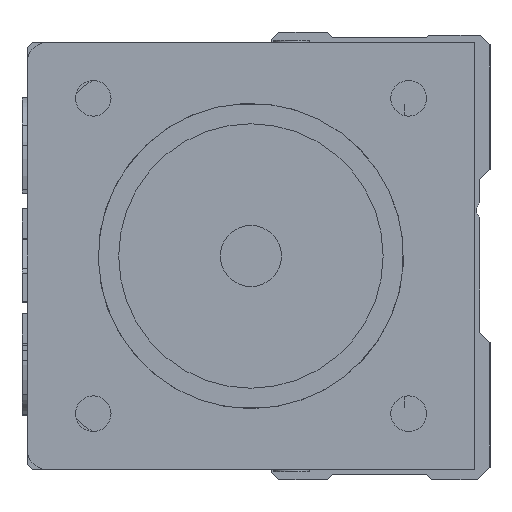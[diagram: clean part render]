
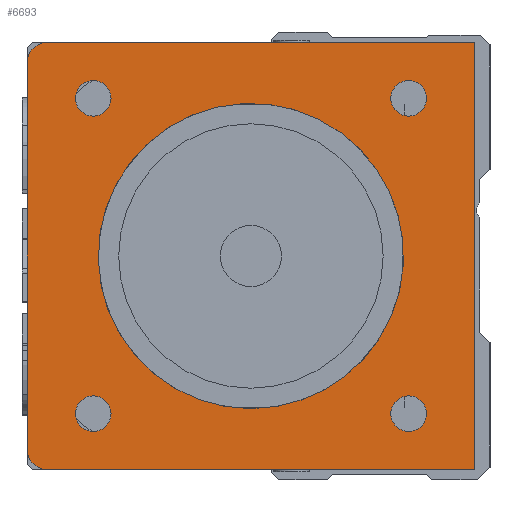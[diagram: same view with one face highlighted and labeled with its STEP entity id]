
A CAD part, left-side view. The second image highlights one B-rep face of the part: STEP entity #6693.
In plain terms, the highlighted planar face has unit normal (-1, 0, 0).
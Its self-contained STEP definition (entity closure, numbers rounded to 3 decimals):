
#610=LINE('',#10969,#1182);
#614=LINE('',#10978,#1186);
#617=LINE('',#10987,#1189);
#622=LINE('',#10997,#1194);
#1182=VECTOR('',#8943,1000.);
#1186=VECTOR('',#8949,1000.);
#1189=VECTOR('',#8960,1000.);
#1194=VECTOR('',#8967,1000.);
#1530=PLANE('',#7376);
#2784=ORIENTED_EDGE('',*,*,#4020,.T.);
#2785=ORIENTED_EDGE('',*,*,#4021,.T.);
#2786=ORIENTED_EDGE('',*,*,#4022,.T.);
#2787=ORIENTED_EDGE('',*,*,#4023,.T.);
#2788=ORIENTED_EDGE('',*,*,#3997,.F.);
#2789=ORIENTED_EDGE('',*,*,#4001,.F.);
#2790=ORIENTED_EDGE('',*,*,#4013,.F.);
#2791=ORIENTED_EDGE('',*,*,#4011,.F.);
#2792=ORIENTED_EDGE('',*,*,#4008,.F.);
#2793=ORIENTED_EDGE('',*,*,#4018,.F.);
#2794=ORIENTED_EDGE('',*,*,#4004,.F.);
#3997=EDGE_CURVE('',#4735,#4735,#5132,.F.);
#4001=EDGE_CURVE('',#4739,#4736,#5134,.T.);
#4004=EDGE_CURVE('',#4736,#4740,#610,.T.);
#4008=EDGE_CURVE('',#4745,#4742,#614,.T.);
#4011=EDGE_CURVE('',#4742,#4746,#5136,.T.);
#4013=EDGE_CURVE('',#4746,#4739,#617,.T.);
#4018=EDGE_CURVE('',#4740,#4745,#622,.T.);
#4020=EDGE_CURVE('',#4752,#4752,#5137,.T.);
#4021=EDGE_CURVE('',#4753,#4753,#5138,.T.);
#4022=EDGE_CURVE('',#4754,#4754,#5139,.T.);
#4023=EDGE_CURVE('',#4755,#4755,#5140,.T.);
#4735=VERTEX_POINT('',#10954);
#4736=VERTEX_POINT('',#10957);
#4739=VERTEX_POINT('',#10962);
#4740=VERTEX_POINT('',#10966);
#4742=VERTEX_POINT('',#10972);
#4745=VERTEX_POINT('',#10977);
#4746=VERTEX_POINT('',#10981);
#4752=VERTEX_POINT('',#11001);
#4753=VERTEX_POINT('',#11003);
#4754=VERTEX_POINT('',#11005);
#4755=VERTEX_POINT('',#11007);
#5132=CIRCLE('',#7365,15.);
#5134=CIRCLE('',#7368,2.);
#5136=CIRCLE('',#7373,2.);
#5137=CIRCLE('',#7377,1.75);
#5138=CIRCLE('',#7378,1.75);
#5139=CIRCLE('',#7379,1.75);
#5140=CIRCLE('',#7380,1.75);
#5627=EDGE_LOOP('',(#2784));
#5628=EDGE_LOOP('',(#2785));
#5629=EDGE_LOOP('',(#2786));
#5630=EDGE_LOOP('',(#2787));
#5631=EDGE_LOOP('',(#2788));
#5632=EDGE_LOOP('',(#2789,#2790,#2791,#2792,#2793,#2794));
#6198=FACE_BOUND('',#5627,.T.);
#6199=FACE_BOUND('',#5628,.T.);
#6200=FACE_BOUND('',#5629,.T.);
#6201=FACE_BOUND('',#5630,.T.);
#6202=FACE_BOUND('',#5631,.T.);
#6203=FACE_BOUND('',#5632,.T.);
#6693=ADVANCED_FACE('',(#6198,#6199,#6200,#6201,#6202,#6203),#1530,.F.);
#7365=AXIS2_PLACEMENT_3D('',#10953,#8929,#8930);
#7368=AXIS2_PLACEMENT_3D('',#10963,#8937,#8938);
#7373=AXIS2_PLACEMENT_3D('',#10984,#8955,#8956);
#7376=AXIS2_PLACEMENT_3D('',#10999,#8969,#8970);
#7377=AXIS2_PLACEMENT_3D('',#11000,#8971,#8972);
#7378=AXIS2_PLACEMENT_3D('',#11002,#8973,#8974);
#7379=AXIS2_PLACEMENT_3D('',#11004,#8975,#8976);
#7380=AXIS2_PLACEMENT_3D('',#11006,#8977,#8978);
#8929=DIRECTION('',(1.,0.,0.));
#8930=DIRECTION('',(0.,0.,-1.));
#8937=DIRECTION('',(1.,0.,0.));
#8938=DIRECTION('',(0.,0.,-1.));
#8943=DIRECTION('',(0.,-1.,0.));
#8949=DIRECTION('',(0.,1.,0.));
#8955=DIRECTION('',(1.,0.,0.));
#8956=DIRECTION('',(0.,0.,-1.));
#8960=DIRECTION('',(0.,0.,1.));
#8967=DIRECTION('',(0.,0.,-1.));
#8969=DIRECTION('',(1.,0.,0.));
#8970=DIRECTION('',(0.,0.,-1.));
#8971=DIRECTION('',(1.,0.,0.));
#8972=DIRECTION('',(0.,0.,-1.));
#8973=DIRECTION('',(1.,0.,0.));
#8974=DIRECTION('',(0.,0.,-1.));
#8975=DIRECTION('',(1.,0.,0.));
#8976=DIRECTION('',(0.,0.,-1.));
#8977=DIRECTION('',(1.,0.,0.));
#8978=DIRECTION('',(0.,0.,-1.));
#10953=CARTESIAN_POINT('',(-60.,23.5,0.));
#10954=CARTESIAN_POINT('',(-60.,23.5,-15.));
#10957=CARTESIAN_POINT('',(-60.,43.5,21.));
#10962=CARTESIAN_POINT('',(-60.,45.5,19.));
#10963=CARTESIAN_POINT('',(-60.,43.5,19.));
#10966=CARTESIAN_POINT('',(-60.,1.5,21.));
#10969=CARTESIAN_POINT('',(-60.,43.5,21.));
#10972=CARTESIAN_POINT('',(-60.,43.5,-21.));
#10977=CARTESIAN_POINT('',(-60.,1.5,-21.));
#10978=CARTESIAN_POINT('',(-60.,1.5,-21.));
#10981=CARTESIAN_POINT('',(-60.,45.5,-19.));
#10984=CARTESIAN_POINT('',(-60.,43.5,-19.));
#10987=CARTESIAN_POINT('',(-60.,45.5,-19.));
#10997=CARTESIAN_POINT('',(-60.,1.5,21.));
#10999=CARTESIAN_POINT('',(-60.,43.5,19.));
#11000=CARTESIAN_POINT('',(-60.,39.,-15.5));
#11001=CARTESIAN_POINT('',(-60.,39.,-17.25));
#11002=CARTESIAN_POINT('',(-60.,8.,15.5));
#11003=CARTESIAN_POINT('',(-60.,8.,13.75));
#11004=CARTESIAN_POINT('',(-60.,8.,-15.5));
#11005=CARTESIAN_POINT('',(-60.,8.,-17.25));
#11006=CARTESIAN_POINT('',(-60.,39.,15.5));
#11007=CARTESIAN_POINT('',(-60.,39.,13.75));
